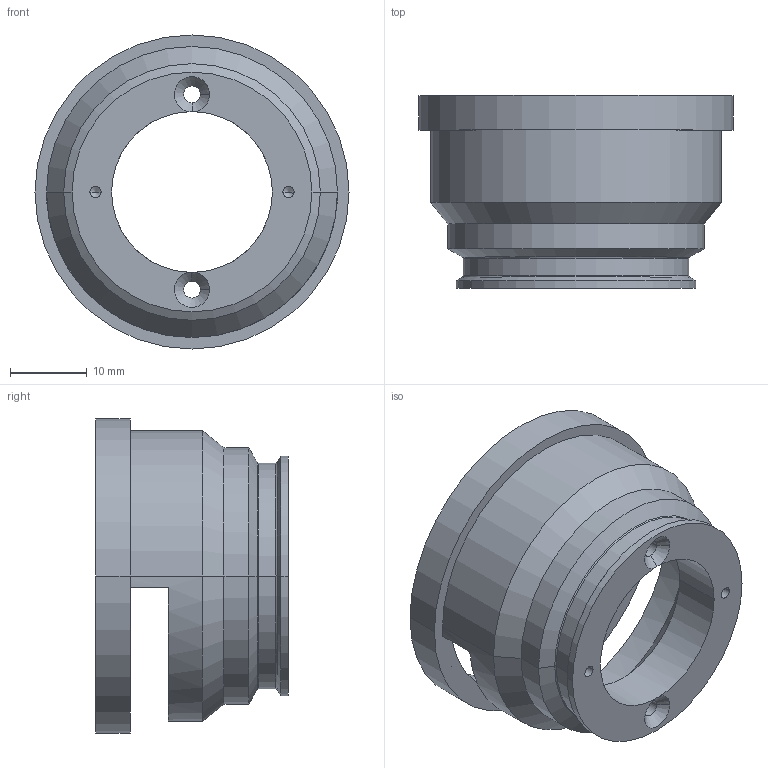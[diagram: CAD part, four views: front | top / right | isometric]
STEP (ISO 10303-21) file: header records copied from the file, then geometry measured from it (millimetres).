
FILE_DESCRIPTION((''),'2;1');
FILE_NAME('RC_IIT_010_P_033','2021-10-19T14:05:30',('silo-mech'),(''),'CREO PARAMETRIC BY PTC INC, 2020454','CREO PARAMETRIC BY PTC INC, 2020454','');
FILE_SCHEMA(('CONFIG_CONTROL_DESIGN'));
Length unit declared in the file: millimetre
Products named in the file (1): RC_IIT_010_P_033
Bounding box: 41 x 25.15 x 41 mm (x, y, z)
Volume: 6388 mm3; surface area: 7097.1 mm2
Topology: 1 solids, 9 shells, 126 faces, 296 edges, 186 vertices
Faces by surface type: cylinder 60, cone 32, plane 26, torus 8
Entity records: 3844 total; most frequent: CARTESIAN_POINT 840, DIRECTION 676, ORIENTED_EDGE 552, EDGE_CURVE 292, AXIS2_PLACEMENT_3D 285, VERTEX_POINT 186, CIRCLE 158, EDGE_LOOP 152
